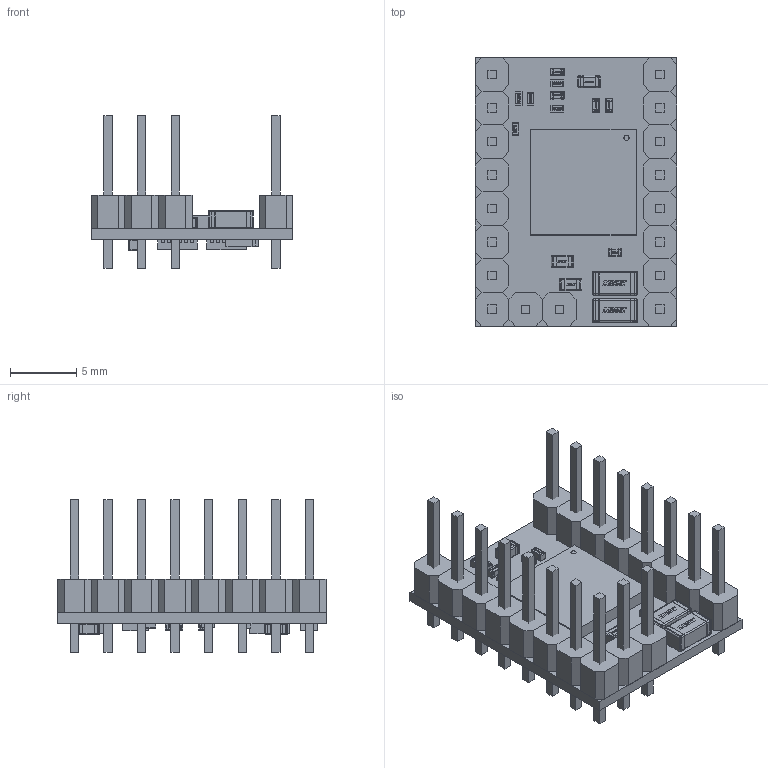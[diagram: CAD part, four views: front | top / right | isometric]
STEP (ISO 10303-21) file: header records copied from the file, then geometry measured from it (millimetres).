
FILE_DESCRIPTION(('Open CASCADE Model'),'2;1');
FILE_NAME('Open CASCADE Shape Model','2021-09-29T11:08:45',('Author'),( 'Open CASCADE'),'Open CASCADE STEP processor 6.8','Open CASCADE 6.8' ,'Unknown');
FILE_SCHEMA(('AUTOMOTIVE_DESIGN { 1 0 10303 214 1 1 1 1 }'));
Length unit declared in the file: millimetre
Products named in the file (64): PCB; Board; Open CASCADE STEP translator 6.8 1.1.1; C15; 74973; U4; DFN12(3x3); U5; U3; U2; W2; R0402; C3; 74790; C5; R2; J4; 1001-1; R3; C11; C10; 74994; C9; C1; C2; C4; C7; C13; C8; C12; C14; J3; J1; 1001-8; J2; R4; R0805; R1; R5; R6 ...
Assembly tree (148 placements, depth 4):
  PCB
    Board
      Open CASCADE STEP translator 6.8 1.1.1
    C15
      74973
      74973
      74973
      74973
      74973
      74973
    U4
      DFN12(3x3)
    U5
      DFN12(3x3)
    U3
      DFN12(3x3)
    U2
      DFN12(3x3)
    W2
      R0402
    C3
      74790
      74790
      74790
      74790
      74790
      74790
    C5
      74790
      74790
      74790
      74790
      74790
      74790
    R2
      R0402
    J4
      1001-1
    R3
      R0402
    C11
      74973
      74973
      74973
      74973
      74973
      74973
    C10
      74994
      74994
      74994
      74994
      74994
      74994
    C9
      74973
      74973
      74973
      74973
      74973
Bounding box: 15.24 x 20.33 x 11.54 mm (x, y, z)
Volume: 727.4 mm3; surface area: 2388.6 mm2
Topology: 153 solids, 153 shells, 4056 faces, 10050 edges, 6020 vertices
Faces by surface type: plane 2395, cylinder 847, sphere 360, bspline 326, torus 120, cone 8
Full cylindrical faces by diameter (mm): 0.4 x1, 0.9 x17, 0.95 x1
Entity records: 40582 total; most frequent: CARTESIAN_POINT 12077, DIRECTION 4508, ORIENTED_EDGE 4476, EDGE_CURVE 2238, LINE 1610, VECTOR 1610, AXIS2_PLACEMENT_3D 1449, VERTEX_POINT 1404
